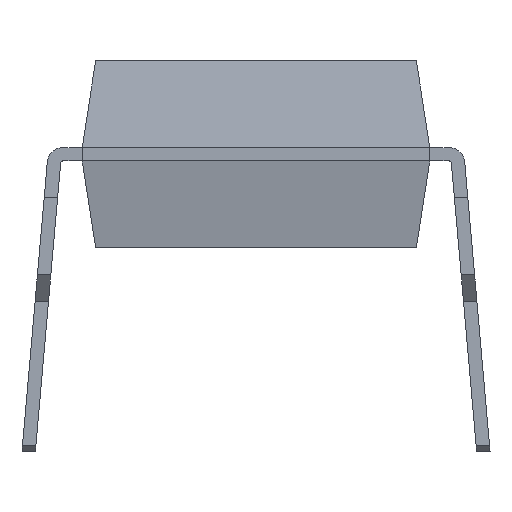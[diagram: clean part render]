
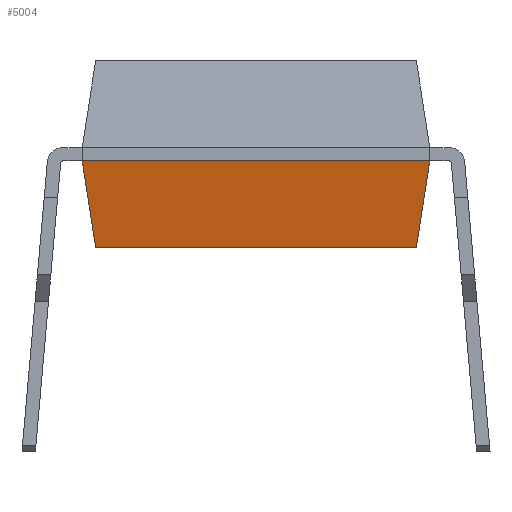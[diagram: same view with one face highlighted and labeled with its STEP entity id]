
A CAD part, front view. The second image highlights one B-rep face of the part: STEP entity #5004.
In plain terms, the highlighted planar face has unit normal (0, -0.983, -0.181).
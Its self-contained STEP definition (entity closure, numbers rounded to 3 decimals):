
#251=ORIENTED_EDGE('',*,*,#1311,.F.);
#252=ORIENTED_EDGE('',*,*,#1312,.F.);
#253=ORIENTED_EDGE('',*,*,#1313,.T.);
#254=ORIENTED_EDGE('',*,*,#1314,.F.);
#1311=EDGE_CURVE('',#1841,#1842,#2193,.T.);
#1312=EDGE_CURVE('',#1843,#1841,#2194,.T.);
#1313=EDGE_CURVE('',#1843,#1844,#2195,.T.);
#1314=EDGE_CURVE('',#1842,#1844,#2196,.T.);
#1841=VERTEX_POINT('',#6208);
#1842=VERTEX_POINT('',#6209);
#1843=VERTEX_POINT('',#6211);
#1844=VERTEX_POINT('',#6213);
#2193=LINE('',#6207,#2535);
#2194=LINE('',#6210,#2536);
#2195=LINE('',#6212,#2537);
#2196=LINE('',#6214,#2538);
#2535=VECTOR('',#5443,1000.);
#2536=VECTOR('',#5444,1000.);
#2537=VECTOR('',#5445,1000.);
#2538=VECTOR('',#5446,1000.);
#2871=EDGE_LOOP('',(#251,#252,#253,#254));
#3111=FACE_BOUND('',#2871,.T.);
#3351=PLANE('',#5221);
#5004=ADVANCED_FACE('',(#3111),#3351,.T.);
#5221=AXIS2_PLACEMENT_3D('',#6206,#5441,#5442);
#5441=DIRECTION('',(0.,-0.983,-0.182));
#5442=DIRECTION('',(0.,0.182,-0.983));
#5443=DIRECTION('',(1.,0.,0.));
#5444=DIRECTION('',(-0.15,-0.18,0.972));
#5445=DIRECTION('',(1.,0.,0.));
#5446=DIRECTION('',(-0.15,0.18,-0.972));
#6206=CARTESIAN_POINT('',(-3.25,-2.29,-0.125));
#6207=CARTESIAN_POINT('',(-3.25,-2.29,-0.125));
#6208=CARTESIAN_POINT('',(-3.25,-2.29,-0.125));
#6209=CARTESIAN_POINT('',(3.25,-2.29,-0.125));
#6210=CARTESIAN_POINT('',(-3.25,-2.29,-0.125));
#6211=CARTESIAN_POINT('',(-3.,-1.99,-1.75));
#6212=CARTESIAN_POINT('',(-3.25,-1.99,-1.75));
#6213=CARTESIAN_POINT('',(3.,-1.99,-1.75));
#6214=CARTESIAN_POINT('',(3.008,-2.,-1.698));
